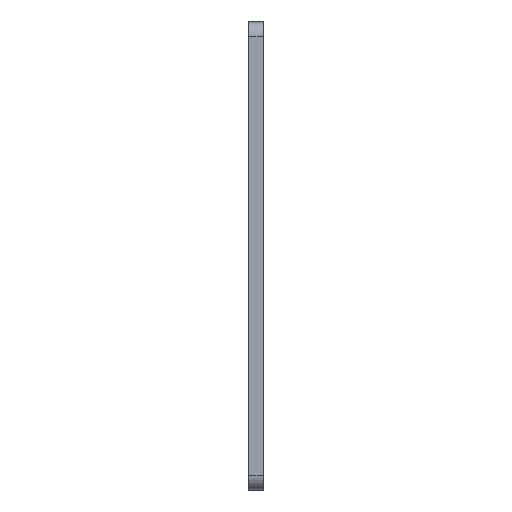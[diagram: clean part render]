
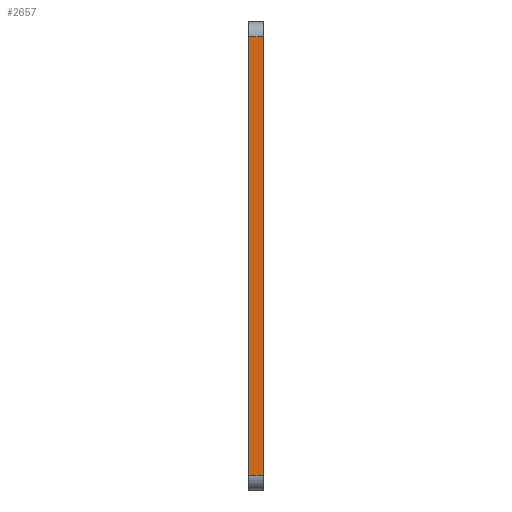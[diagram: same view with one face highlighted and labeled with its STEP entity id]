
A CAD part, left-side view. The second image highlights one B-rep face of the part: STEP entity #2657.
In plain terms, the highlighted planar face has unit normal (-1, 0, 0).
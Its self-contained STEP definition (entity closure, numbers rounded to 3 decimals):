
#231=PLANE('',#3005);
#345=FACE_OUTER_BOUND('',#463,.T.);
#463=EDGE_LOOP('',(#2173,#2174,#2175,#2176));
#797=LINE('',#4485,#921);
#798=LINE('',#4487,#922);
#799=LINE('',#4489,#923);
#800=LINE('',#4490,#924);
#921=VECTOR('',#3783,1000.);
#922=VECTOR('',#3784,1000.);
#923=VECTOR('',#3785,1000.);
#924=VECTOR('',#3786,1000.);
#1377=VERTEX_POINT('',#4483);
#1378=VERTEX_POINT('',#4484);
#1379=VERTEX_POINT('',#4486);
#1380=VERTEX_POINT('',#4488);
#1717=EDGE_CURVE('',#1377,#1378,#797,.T.);
#1718=EDGE_CURVE('',#1377,#1379,#798,.T.);
#1719=EDGE_CURVE('',#1379,#1380,#799,.T.);
#1720=EDGE_CURVE('',#1380,#1378,#800,.T.);
#2173=ORIENTED_EDGE('',*,*,#1717,.F.);
#2174=ORIENTED_EDGE('',*,*,#1718,.T.);
#2175=ORIENTED_EDGE('',*,*,#1719,.T.);
#2176=ORIENTED_EDGE('',*,*,#1720,.T.);
#2657=ADVANCED_FACE('',(#345),#231,.F.);
#3005=AXIS2_PLACEMENT_3D('',#4482,#3781,#3782);
#3781=DIRECTION('center_axis',(1.,0.,0.));
#3782=DIRECTION('ref_axis',(0.,0.,-1.));
#3783=DIRECTION('',(0.,0.,1.));
#3784=DIRECTION('',(0.,-1.,0.));
#3785=DIRECTION('',(0.,0.,1.));
#3786=DIRECTION('',(0.,1.,0.));
#4482=CARTESIAN_POINT('Origin',(-108.502,4.227,36.405));
#4483=CARTESIAN_POINT('',(-108.502,4.227,-25.595));
#4484=CARTESIAN_POINT('',(-108.502,4.227,34.405));
#4485=CARTESIAN_POINT('',(-108.502,4.227,36.405));
#4486=CARTESIAN_POINT('',(-108.502,2.227,-25.595));
#4487=CARTESIAN_POINT('',(-108.502,4.227,-25.595));
#4488=CARTESIAN_POINT('',(-108.502,2.227,34.405));
#4489=CARTESIAN_POINT('',(-108.502,2.227,36.405));
#4490=CARTESIAN_POINT('',(-108.502,4.227,34.405));
